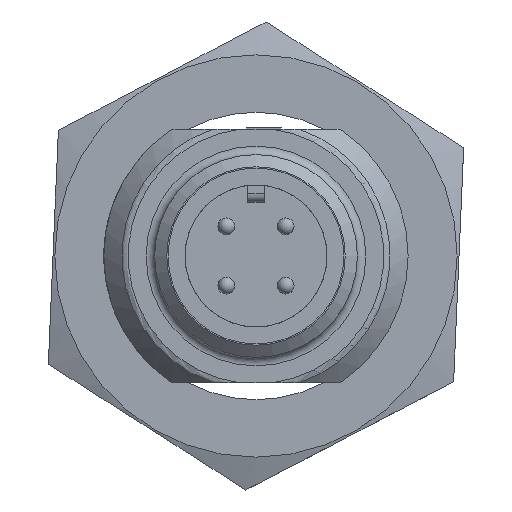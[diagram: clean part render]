
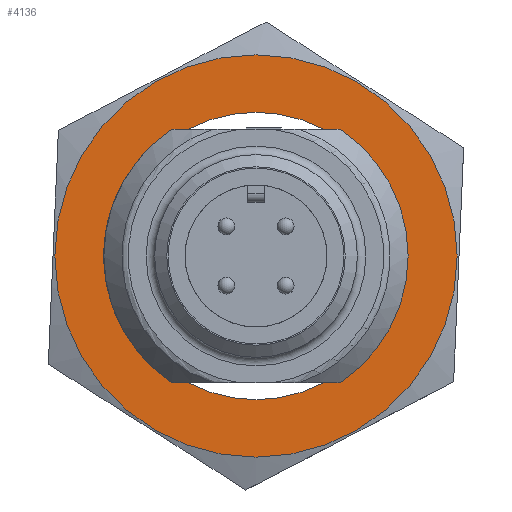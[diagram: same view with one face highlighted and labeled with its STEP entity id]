
A CAD part, left-side view. The second image highlights one B-rep face of the part: STEP entity #4136.
In plain terms, the highlighted planar face has unit normal (-1, 0, 0).
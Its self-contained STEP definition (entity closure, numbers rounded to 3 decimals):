
#55 = ORIENTED_EDGE ( 'NONE', *, *, #5894, .T. ) ;
#99 = ORIENTED_EDGE ( 'NONE', *, *, #10366, .T. ) ;
#105 = ORIENTED_EDGE ( 'NONE', *, *, #10362, .T. ) ;
#192 = ORIENTED_EDGE ( 'NONE', *, *, #10361, .T. ) ;
#203 = ORIENTED_EDGE ( 'NONE', *, *, #10312, .T. ) ;
#240 = ORIENTED_EDGE ( 'NONE', *, *, #4138, .T. ) ;
#243 = ORIENTED_EDGE ( 'NONE', *, *, #10302, .T. ) ;
#251 = ORIENTED_EDGE ( 'NONE', *, *, #10363, .T. ) ;
#266 = ORIENTED_EDGE ( 'NONE', *, *, #10288, .T. ) ;
#280 = ORIENTED_EDGE ( 'NONE', *, *, #10364, .T. ) ;
#286 = ORIENTED_EDGE ( 'NONE', *, *, #4110, .T. ) ;
#325 = ORIENTED_EDGE ( 'NONE', *, *, #10365, .T. ) ;
#329 = ORIENTED_EDGE ( 'NONE', *, *, #5941, .T. ) ;
#644 = VERTEX_POINT ( 'NONE', #6605 ) ;
#746 = VERTEX_POINT ( 'NONE', #6717 ) ;
#768 = EDGE_LOOP ( 'NONE', ( #192 ) ) ;
#906 = EDGE_LOOP ( 'NONE', ( #203, #105, #251, #280, #243, #240, #325, #286, #266, #329, #99, #55 ) ) ;
#917 = VERTEX_POINT ( 'NONE', #6685 ) ;
#1236 = AXIS2_PLACEMENT_3D ( 'NONE', #5174, #5175, #5176 ) ;
#1239 = AXIS2_PLACEMENT_3D ( 'NONE', #8963, #8964, #8965 ) ;
#1240 = VECTOR ( 'NONE', #8962, 1000. ) ;
#1241 = VECTOR ( 'NONE', #8960, 1000. ) ;
#1242 = VECTOR ( 'NONE', #8958, 1000. ) ;
#1243 = CIRCLE ( 'NONE', #1239, 8.5 ) ;
#1244 = AXIS2_PLACEMENT_3D ( 'NONE', #8954, #8955, #8956 ) ;
#1245 = CIRCLE ( 'NONE', #1244, 11.902 ) ;
#1255 = CIRCLE ( 'NONE', #1236, 8.5 ) ;
#1323 = AXIS2_PLACEMENT_3D ( 'NONE', #8640, #8641, #8642 ) ;
#1326 = AXIS2_PLACEMENT_3D ( 'NONE', #8745, #8746, #8747 ) ;
#1339 = CIRCLE ( 'NONE', #1326, 9. ) ;
#1350 = AXIS2_PLACEMENT_3D ( 'NONE', #8721, #8722, #8723 ) ;
#1353 = CIRCLE ( 'NONE', #1350, 9. ) ;
#1384 = CIRCLE ( 'NONE', #1323, 9. ) ;
#1766 = VECTOR ( 'NONE', #3617, 1000. ) ;
#1844 = VECTOR ( 'NONE', #7533, 1000. ) ;
#1979 = VECTOR ( 'NONE', #11043, 1000. ) ;
#2052 = AXIS2_PLACEMENT_3D ( 'NONE', #3609, #3610, #3611 ) ;
#3608 = PLANE ( 'NONE',  #2052 ) ;
#3609 = CARTESIAN_POINT ( 'NONE',  ( -1., 11.691, 7.438 ) ) ;
#3610 = DIRECTION ( 'NONE',  ( 1., 0., 0. ) ) ;
#3611 = DIRECTION ( 'NONE',  ( 0., 0., -1. ) ) ;
#3616 = CARTESIAN_POINT ( 'NONE',  ( -1., 9.991, 7.5 ) ) ;
#3617 = DIRECTION ( 'NONE',  ( 0., -1., 0. ) ) ;
#4110 = EDGE_CURVE ( 'NONE', #644, #5070, #7165, .T. ) ;
#4136 = ADVANCED_FACE ( 'NONE', ( #7197, #7198 ), #3608, .F. ) ;
#4138 = EDGE_CURVE ( 'NONE', #746, #4647, #7199, .T. ) ;
#4424 = VECTOR ( 'NONE', #6583, 1000. ) ;
#4635 = VERTEX_POINT ( 'NONE', #10609 ) ;
#4647 = VERTEX_POINT ( 'NONE', #10616 ) ;
#4660 = VERTEX_POINT ( 'NONE', #10627 ) ;
#4676 = VERTEX_POINT ( 'NONE', #10638 ) ;
#4737 = VERTEX_POINT ( 'NONE', #10667 ) ;
#4927 = VERTEX_POINT ( 'NONE', #10734 ) ;
#4944 = VERTEX_POINT ( 'NONE', #10744 ) ;
#5070 = VERTEX_POINT ( 'NONE', #10800 ) ;
#5072 = VERTEX_POINT ( 'NONE', #10801 ) ;
#5174 = CARTESIAN_POINT ( 'NONE',  ( -1., 0., 0. ) ) ;
#5175 = DIRECTION ( 'NONE',  ( 1., 0., 0. ) ) ;
#5176 = DIRECTION ( 'NONE',  ( 0., 0., -1. ) ) ;
#5368 = CARTESIAN_POINT ( 'NONE',  ( -1., 0., -11.902 ) ) ;
#5894 = EDGE_CURVE ( 'NONE', #4635, #4660, #7291, .T. ) ;
#5941 = EDGE_CURVE ( 'NONE', #917, #5072, #7338, .T. ) ;
#6583 = DIRECTION ( 'NONE',  ( 0., -1., 0. ) ) ;
#6584 = CARTESIAN_POINT ( 'NONE',  ( -1., 9.991, 7.5 ) ) ;
#6605 = CARTESIAN_POINT ( 'NONE',  ( -1., -4., 7.5 ) ) ;
#6685 = CARTESIAN_POINT ( 'NONE',  ( -1., -4.975, -7.5 ) ) ;
#6717 = CARTESIAN_POINT ( 'NONE',  ( -1., 4.975, 7.5 ) ) ;
#6901 = LINE ( 'NONE', #8957, #1242 ) ;
#6952 = LINE ( 'NONE', #8959, #1241 ) ;
#6953 = LINE ( 'NONE', #8961, #1240 ) ;
#6995 = VERTEX_POINT ( 'NONE', #5368 ) ;
#7165 = LINE ( 'NONE', #6584, #4424 ) ;
#7197 = FACE_OUTER_BOUND ( 'NONE', #768, .T. ) ;
#7198 = FACE_BOUND ( 'NONE', #906, .T. ) ;
#7199 = LINE ( 'NONE', #3616, #1766 ) ;
#7291 = LINE ( 'NONE', #11042, #1979 ) ;
#7338 = LINE ( 'NONE', #7532, #1844 ) ;
#7532 = CARTESIAN_POINT ( 'NONE',  ( -1., 9.991, -7.5 ) ) ;
#7533 = DIRECTION ( 'NONE',  ( 0., 1., 0. ) ) ;
#8640 = CARTESIAN_POINT ( 'NONE',  ( -1., 0., 0. ) ) ;
#8641 = DIRECTION ( 'NONE',  ( 1., 0., 0. ) ) ;
#8642 = DIRECTION ( 'NONE',  ( 0., 0., -1. ) ) ;
#8721 = CARTESIAN_POINT ( 'NONE',  ( -1., 0., 0. ) ) ;
#8722 = DIRECTION ( 'NONE',  ( 1., 0., 0. ) ) ;
#8723 = DIRECTION ( 'NONE',  ( 0., 0., -1. ) ) ;
#8745 = CARTESIAN_POINT ( 'NONE',  ( -1., 0., 0. ) ) ;
#8746 = DIRECTION ( 'NONE',  ( 1., 0., 0. ) ) ;
#8747 = DIRECTION ( 'NONE',  ( 0., 0., -1. ) ) ;
#8954 = CARTESIAN_POINT ( 'NONE',  ( -1., 0., 0. ) ) ;
#8955 = DIRECTION ( 'NONE',  ( -1., 0., 0. ) ) ;
#8956 = DIRECTION ( 'NONE',  ( 0., 0., -1. ) ) ;
#8957 = CARTESIAN_POINT ( 'NONE',  ( -1., 7.5, -0.424 ) ) ;
#8958 = DIRECTION ( 'NONE',  ( 0., 1., 0. ) ) ;
#8959 = CARTESIAN_POINT ( 'NONE',  ( -1., 9., 7.438 ) ) ;
#8960 = DIRECTION ( 'NONE',  ( 0., 0., 1. ) ) ;
#8961 = CARTESIAN_POINT ( 'NONE',  ( -1., 7.5, 0.45 ) ) ;
#8962 = DIRECTION ( 'NONE',  ( 0., -1., 0. ) ) ;
#8963 = CARTESIAN_POINT ( 'NONE',  ( -1., 0., 0. ) ) ;
#8964 = DIRECTION ( 'NONE',  ( 1., 0., 0. ) ) ;
#8965 = DIRECTION ( 'NONE',  ( 0., 0., -1. ) ) ;
#10288 = EDGE_CURVE ( 'NONE', #5070, #917, #1384, .T. ) ;
#10302 = EDGE_CURVE ( 'NONE', #4927, #746, #1353, .T. ) ;
#10312 = EDGE_CURVE ( 'NONE', #4660, #4944, #1339, .T. ) ;
#10361 = EDGE_CURVE ( 'NONE', #6995, #6995, #1245, .T. ) ;
#10362 = EDGE_CURVE ( 'NONE', #4944, #4676, #6901, .T. ) ;
#10363 = EDGE_CURVE ( 'NONE', #4676, #4737, #6952, .T. ) ;
#10364 = EDGE_CURVE ( 'NONE', #4737, #4927, #6953, .T. ) ;
#10365 = EDGE_CURVE ( 'NONE', #4647, #644, #1243, .T. ) ;
#10366 = EDGE_CURVE ( 'NONE', #5072, #4635, #1255, .T. ) ;
#10609 = CARTESIAN_POINT ( 'NONE',  ( -1., 4., -7.5 ) ) ;
#10616 = CARTESIAN_POINT ( 'NONE',  ( -1., 4., 7.5 ) ) ;
#10627 = CARTESIAN_POINT ( 'NONE',  ( -1., 4.975, -7.5 ) ) ;
#10638 = CARTESIAN_POINT ( 'NONE',  ( -1., 9., -0.424 ) ) ;
#10667 = CARTESIAN_POINT ( 'NONE',  ( -1., 9., 0.45 ) ) ;
#10734 = CARTESIAN_POINT ( 'NONE',  ( -1., 8.989, 0.45 ) ) ;
#10744 = CARTESIAN_POINT ( 'NONE',  ( -1., 8.99, -0.424 ) ) ;
#10800 = CARTESIAN_POINT ( 'NONE',  ( -1., -4.975, 7.5 ) ) ;
#10801 = CARTESIAN_POINT ( 'NONE',  ( -1., -4., -7.5 ) ) ;
#11042 = CARTESIAN_POINT ( 'NONE',  ( -1., 9.991, -7.5 ) ) ;
#11043 = DIRECTION ( 'NONE',  ( 0., 1., 0. ) ) ;
